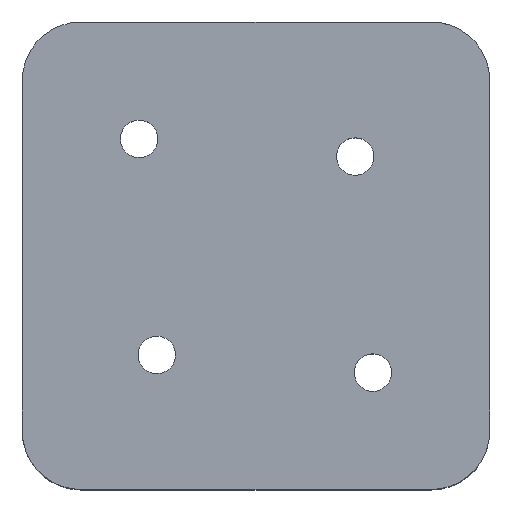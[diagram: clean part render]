
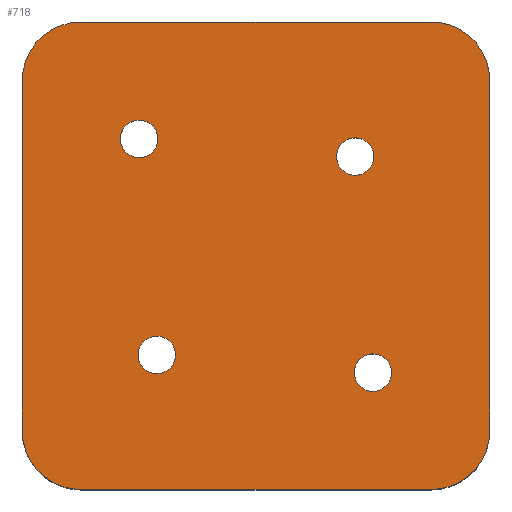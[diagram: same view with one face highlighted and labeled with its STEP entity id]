
A CAD part, top view. The second image highlights one B-rep face of the part: STEP entity #718.
In plain terms, the highlighted planar face has unit normal (0, 0, 1).
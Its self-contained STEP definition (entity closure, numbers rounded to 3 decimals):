
#246 = VERTEX_POINT('',#247);
#247 = CARTESIAN_POINT('',(15.,-20.,6.));
#253 = EDGE_CURVE('',#254,#246,#256,.T.);
#254 = VERTEX_POINT('',#255);
#255 = CARTESIAN_POINT('',(-15.,-20.,6.));
#256 = LINE('',#257,#258);
#257 = CARTESIAN_POINT('',(-20.,-20.,6.));
#258 = VECTOR('',#259,1.);
#259 = DIRECTION('',(1.,0.,0.));
#399 = VERTEX_POINT('',#400);
#400 = CARTESIAN_POINT('',(20.,15.,6.));
#406 = EDGE_CURVE('',#407,#399,#409,.T.);
#407 = VERTEX_POINT('',#408);
#408 = CARTESIAN_POINT('',(20.,-15.,6.));
#409 = LINE('',#410,#411);
#410 = CARTESIAN_POINT('',(20.,-20.,6.));
#411 = VECTOR('',#412,1.);
#412 = DIRECTION('',(0.,1.,0.));
#706 = EDGE_CURVE('',#246,#407,#707,.T.);
#707 = CIRCLE('',#708,5.);
#708 = AXIS2_PLACEMENT_3D('',#709,#710,#711);
#709 = CARTESIAN_POINT('',(15.,-15.,6.));
#710 = DIRECTION('',(-0.,0.,1.));
#711 = DIRECTION('',(0.,-1.,0.));
#718 = ADVANCED_FACE('',(#719,#765,#776,#787,#798),#809,.T.);
#719 = FACE_BOUND('',#720,.T.);
#720 = EDGE_LOOP('',(#721,#731,#738,#739,#740,#741,#750,#758));
#721 = ORIENTED_EDGE('',*,*,#722,.T.);
#722 = EDGE_CURVE('',#723,#725,#727,.T.);
#723 = VERTEX_POINT('',#724);
#724 = CARTESIAN_POINT('',(-20.,15.,6.));
#725 = VERTEX_POINT('',#726);
#726 = CARTESIAN_POINT('',(-20.,-15.,6.));
#727 = LINE('',#728,#729);
#728 = CARTESIAN_POINT('',(-20.,20.,6.));
#729 = VECTOR('',#730,1.);
#730 = DIRECTION('',(0.,-1.,0.));
#731 = ORIENTED_EDGE('',*,*,#732,.T.);
#732 = EDGE_CURVE('',#725,#254,#733,.T.);
#733 = CIRCLE('',#734,5.);
#734 = AXIS2_PLACEMENT_3D('',#735,#736,#737);
#735 = CARTESIAN_POINT('',(-15.,-15.,6.));
#736 = DIRECTION('',(-0.,0.,1.));
#737 = DIRECTION('',(0.,-1.,0.));
#738 = ORIENTED_EDGE('',*,*,#253,.T.);
#739 = ORIENTED_EDGE('',*,*,#706,.T.);
#740 = ORIENTED_EDGE('',*,*,#406,.T.);
#741 = ORIENTED_EDGE('',*,*,#742,.F.);
#742 = EDGE_CURVE('',#743,#399,#745,.T.);
#743 = VERTEX_POINT('',#744);
#744 = CARTESIAN_POINT('',(15.,20.,6.));
#745 = CIRCLE('',#746,5.);
#746 = AXIS2_PLACEMENT_3D('',#747,#748,#749);
#747 = CARTESIAN_POINT('',(15.,15.,6.));
#748 = DIRECTION('',(-0.,-0.,-1.));
#749 = DIRECTION('',(0.,-1.,0.));
#750 = ORIENTED_EDGE('',*,*,#751,.T.);
#751 = EDGE_CURVE('',#743,#752,#754,.T.);
#752 = VERTEX_POINT('',#753);
#753 = CARTESIAN_POINT('',(-15.,20.,6.));
#754 = LINE('',#755,#756);
#755 = CARTESIAN_POINT('',(20.,20.,6.));
#756 = VECTOR('',#757,1.);
#757 = DIRECTION('',(-1.,0.,0.));
#758 = ORIENTED_EDGE('',*,*,#759,.F.);
#759 = EDGE_CURVE('',#723,#752,#760,.T.);
#760 = CIRCLE('',#761,5.);
#761 = AXIS2_PLACEMENT_3D('',#762,#763,#764);
#762 = CARTESIAN_POINT('',(-15.,15.,6.));
#763 = DIRECTION('',(-0.,-0.,-1.));
#764 = DIRECTION('',(0.,-1.,0.));
#765 = FACE_BOUND('',#766,.T.);
#766 = EDGE_LOOP('',(#767));
#767 = ORIENTED_EDGE('',*,*,#768,.F.);
#768 = EDGE_CURVE('',#769,#769,#771,.T.);
#769 = VERTEX_POINT('',#770);
#770 = CARTESIAN_POINT('',(-6.885,-8.485,6.));
#771 = CIRCLE('',#772,1.6);
#772 = AXIS2_PLACEMENT_3D('',#773,#774,#775);
#773 = CARTESIAN_POINT('',(-8.485,-8.485,6.));
#774 = DIRECTION('',(0.,0.,1.));
#775 = DIRECTION('',(1.,0.,0.));
#776 = FACE_BOUND('',#777,.T.);
#777 = EDGE_LOOP('',(#778));
#778 = ORIENTED_EDGE('',*,*,#779,.F.);
#779 = EDGE_CURVE('',#780,#780,#782,.T.);
#780 = VERTEX_POINT('',#781);
#781 = CARTESIAN_POINT('',(11.6,-10.,6.));
#782 = CIRCLE('',#783,1.6);
#783 = AXIS2_PLACEMENT_3D('',#784,#785,#786);
#784 = CARTESIAN_POINT('',(10.,-10.,6.));
#785 = DIRECTION('',(0.,0.,1.));
#786 = DIRECTION('',(1.,0.,0.));
#787 = FACE_BOUND('',#788,.T.);
#788 = EDGE_LOOP('',(#789));
#789 = ORIENTED_EDGE('',*,*,#790,.F.);
#790 = EDGE_CURVE('',#791,#791,#793,.T.);
#791 = VERTEX_POINT('',#792);
#792 = CARTESIAN_POINT('',(-8.4,10.,6.));
#793 = CIRCLE('',#794,1.6);
#794 = AXIS2_PLACEMENT_3D('',#795,#796,#797);
#795 = CARTESIAN_POINT('',(-10.,10.,6.));
#796 = DIRECTION('',(0.,0.,1.));
#797 = DIRECTION('',(1.,0.,0.));
#798 = FACE_BOUND('',#799,.T.);
#799 = EDGE_LOOP('',(#800));
#800 = ORIENTED_EDGE('',*,*,#801,.F.);
#801 = EDGE_CURVE('',#802,#802,#804,.T.);
#802 = VERTEX_POINT('',#803);
#803 = CARTESIAN_POINT('',(10.085,8.485,6.));
#804 = CIRCLE('',#805,1.6);
#805 = AXIS2_PLACEMENT_3D('',#806,#807,#808);
#806 = CARTESIAN_POINT('',(8.485,8.485,6.));
#807 = DIRECTION('',(0.,0.,1.));
#808 = DIRECTION('',(1.,0.,0.));
#809 = PLANE('',#810);
#810 = AXIS2_PLACEMENT_3D('',#811,#812,#813);
#811 = CARTESIAN_POINT('',(0.,0.,6.));
#812 = DIRECTION('',(0.,0.,1.));
#813 = DIRECTION('',(1.,0.,0.));
